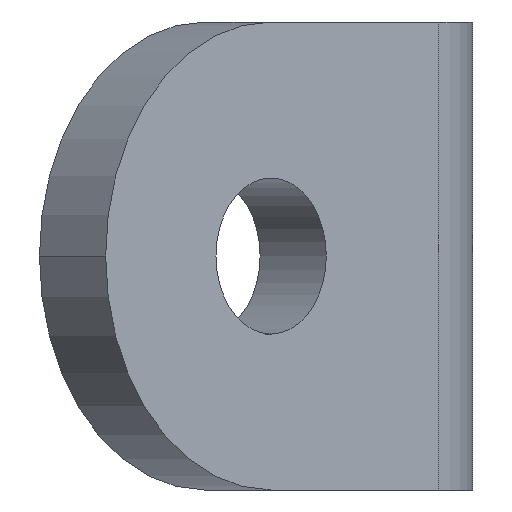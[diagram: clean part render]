
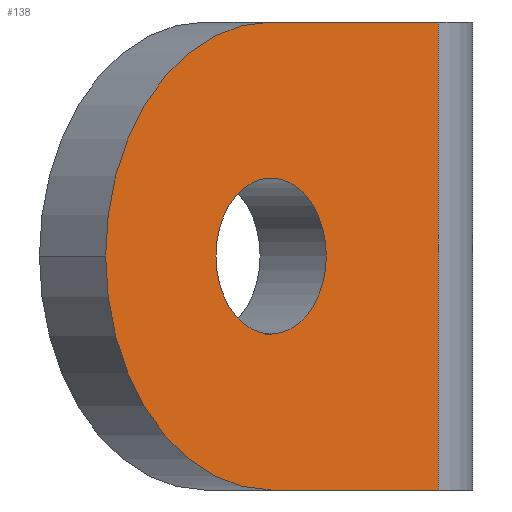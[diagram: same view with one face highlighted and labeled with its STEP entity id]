
A CAD part, left-side view. The second image highlights one B-rep face of the part: STEP entity #138.
In plain terms, the highlighted planar face has unit normal (-0.707, -0.707, 0).
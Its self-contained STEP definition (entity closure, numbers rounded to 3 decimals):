
#16=CARTESIAN_POINT('',(13.663,-1.906,-15.0));
#17=VERTEX_POINT('',#16);
#18=CARTESIAN_POINT('',(8.301,3.456,-15.0));
#19=VERTEX_POINT('',#18);
#20=CARTESIAN_POINT('',(2.998,8.76,-15.0));
#21=DIRECTION('',(-0.707,0.707,-0.0));
#22=VECTOR('',#21,1.0);
#23=LINE('',#20,#22);
#24=EDGE_CURVE('no 179',#17,#19,#23,.T.);
#66=CARTESIAN_POINT('',(8.301,3.456,-0.0));
#67=VERTEX_POINT('',#66);
#74=CARTESIAN_POINT('',(13.663,-1.906,-0.0));
#75=VERTEX_POINT('',#74);
#76=CARTESIAN_POINT('',(2.998,8.76,-0.0));
#77=DIRECTION('',(0.707,-0.707,0.0));
#78=VECTOR('',#77,1.0);
#79=LINE('',#76,#78);
#80=EDGE_CURVE('no 663',#67,#75,#79,.T.);
#96=CARTESIAN_POINT('',(10.069,1.689,-7.5));
#97=VERTEX_POINT('',#96);
#98=CARTESIAN_POINT('',(8.301,3.456,-7.5));
#99=DIRECTION('',(-0.707,-0.707,0.0));
#100=DIRECTION('',(0.707,-0.707,0.0));
#101=AXIS2_PLACEMENT_3D('',#98,#99,#100);
#102=CIRCLE('',#101,2.5);
#103=EDGE_CURVE('no 527',#97,#97,#102,.T.);
#104=ORIENTED_EDGE('',*,*,#103,.F.);
#105=EDGE_LOOP('',(#104));
#106=FACE_OUTER_BOUND('',#105,.T.);
#107=CARTESIAN_POINT('',(2.998,8.76,-7.5));
#108=VERTEX_POINT('',#107);
#109=CARTESIAN_POINT('',(8.301,3.456,-7.5));
#110=DIRECTION('',(-0.707,-0.707,0.0));
#111=DIRECTION('',(0.707,-0.707,0.0));
#112=AXIS2_PLACEMENT_3D('',#109,#110,#111);
#113=CIRCLE('',#112,7.5);
#114=EDGE_CURVE('no 668',#67,#108,#113,.T.);
#115=ORIENTED_EDGE('',*,*,#114,.T.);
#116=CARTESIAN_POINT('',(8.301,3.456,-7.5));
#117=DIRECTION('',(-0.707,-0.707,0.0));
#118=DIRECTION('',(0.707,-0.707,0.0));
#119=AXIS2_PLACEMENT_3D('',#116,#117,#118);
#120=CIRCLE('',#119,7.5);
#121=EDGE_CURVE('no 674',#108,#19,#120,.T.);
#122=ORIENTED_EDGE('',*,*,#121,.T.);
#123=ORIENTED_EDGE('',*,*,#24,.F.);
#124=CARTESIAN_POINT('',(13.663,-1.906,-15.0));
#125=DIRECTION('',(0.0,0.0,1.0));
#126=VECTOR('',#125,1.0);
#127=LINE('',#124,#126);
#128=EDGE_CURVE('no 296',#17,#75,#127,.T.);
#129=ORIENTED_EDGE('',*,*,#128,.T.);
#130=ORIENTED_EDGE('',*,*,#80,.F.);
#131=EDGE_LOOP('',(#115,#122,#123,#129,#130));
#132=FACE_BOUND('',#131,.T.);
#133=CARTESIAN_POINT('',(2.998,8.76,-15.0));
#134=DIRECTION('',(-0.707,-0.707,0.0));
#135=DIRECTION('',(-0.0,-0.0,-1.0));
#136=AXIS2_PLACEMENT_3D('',#133,#134,#135);
#137=PLANE('',#136);
#138=ADVANCED_FACE('no 186',(#106,#132),#137,.T.);
